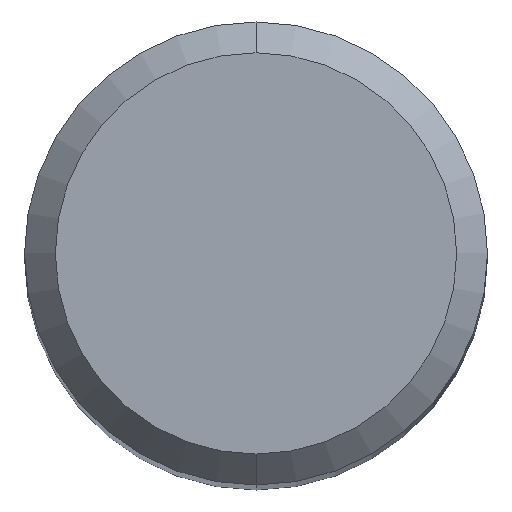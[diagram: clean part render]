
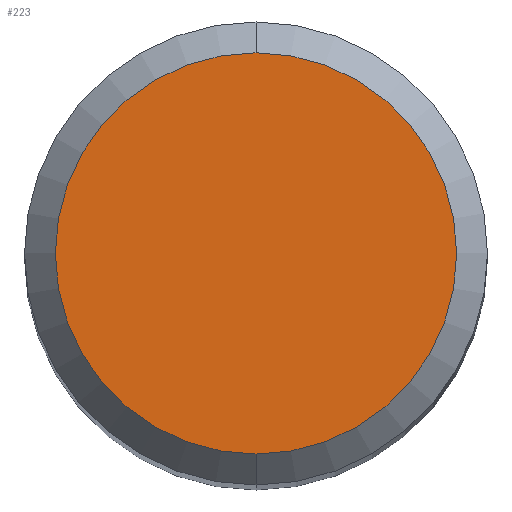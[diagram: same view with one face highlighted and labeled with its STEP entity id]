
A CAD part, top view. The second image highlights one B-rep face of the part: STEP entity #223.
In plain terms, the highlighted planar face has unit normal (0, 0, 1).
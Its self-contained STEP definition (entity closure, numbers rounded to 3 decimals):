
#111=EDGE_CURVE('',#123,#173,#263,.T.);
#123=VERTEX_POINT('',#275);
#173=VERTEX_POINT('',#332);
#199=EDGE_CURVE('',#173,#123,#361,.T.);
#223=ADVANCED_FACE('',(#388),#389,.T.);
#263=CIRCLE('',#429,2.6);
#275=CARTESIAN_POINT('',(0.,-2.6,0.0));
#332=CARTESIAN_POINT('',(0.0,2.6,0.0));
#361=CIRCLE('',#557,2.6);
#388=FACE_OUTER_BOUND('',#589,.T.);
#389=PLANE('',#590);
#429=AXIS2_PLACEMENT_3D('',#618,#619,#620);
#557=AXIS2_PLACEMENT_3D('',#732,#733,#734);
#589=EDGE_LOOP('',(#769,#770));
#590=AXIS2_PLACEMENT_3D('',#771,#772,#773);
#618=CARTESIAN_POINT('',(0.0,0.0,0.0));
#619=DIRECTION('',(0.0,0.0,-1.0));
#620=DIRECTION('',(0.0,1.0,0.0));
#732=CARTESIAN_POINT('',(0.0,0.0,0.0));
#733=DIRECTION('',(0.0,0.0,-1.0));
#734=DIRECTION('',(0.0,1.0,0.0));
#769=ORIENTED_EDGE('',*,*,#199,.F.);
#770=ORIENTED_EDGE('',*,*,#111,.F.);
#771=CARTESIAN_POINT('',(0.0,1.3,0.0));
#772=DIRECTION('',(-0.0,0.0,1.0));
#773=DIRECTION('',(0.0,-1.0,0.0));
